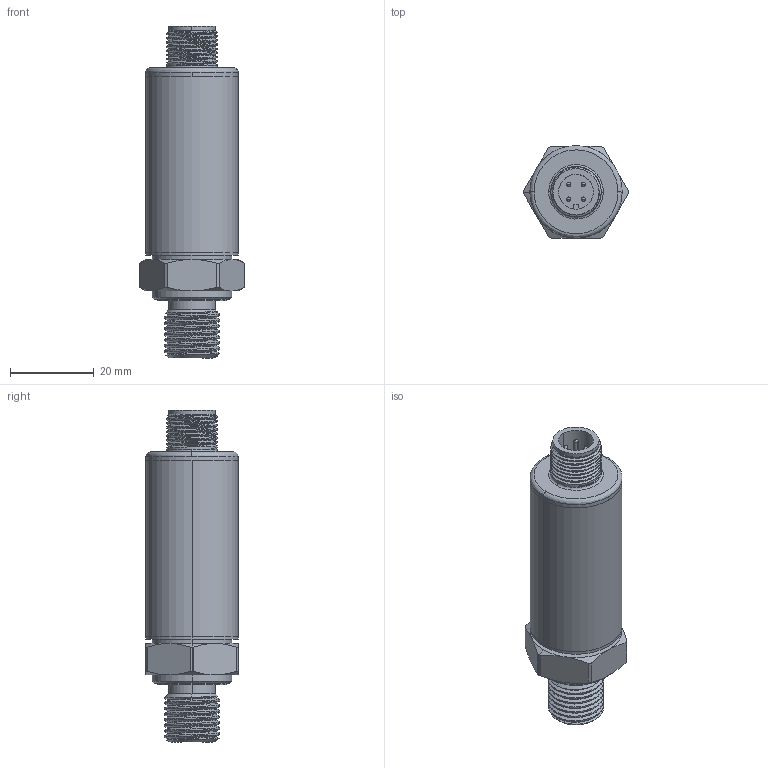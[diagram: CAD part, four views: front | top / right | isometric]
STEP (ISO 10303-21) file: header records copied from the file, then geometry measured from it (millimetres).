
FILE_DESCRIPTION (( 'STEP AP214' ), '1' );
FILE_NAME ('PT211-114_3D.step', '2023-03-30T23:08:12', ( '' ), ( '' ), 'SwSTEP 2.0', 'SolidWorks 2022', '' );
FILE_SCHEMA (( 'AUTOMOTIVE_DESIGN' ));
Length unit declared in the file: inch
Products named in the file (5): PT211-114_3D; FST800-3^PT211-114; FST800-1^PT211-114; 111^PT211-114; FST800-2^PT211-114
Assembly tree (4 placements, depth 2):
  PT211-114_3D
    FST800-1^PT211-114
    FST800-2^PT211-114
    FST800-3^PT211-114
    111^PT211-114
Bounding box: 25 x 22 x 79.2 mm (x, y, z)
Volume: 22862.4 mm3; surface area: 8623 mm2
Topology: 4 solids, 4 shells, 161 faces, 470 edges, 314 vertices
Faces by surface type: cylinder 72, bspline 33, cone 28, plane 28
Entity records: 12217 total; most frequent: CARTESIAN_POINT 8272, ORIENTED_EDGE 908, DIRECTION 592, EDGE_CURVE 454, VERTEX_POINT 314, AXIS2_PLACEMENT_3D 243, B_SPLINE_CURVE_WITH_KNOTS 236, EDGE_LOOP 176
